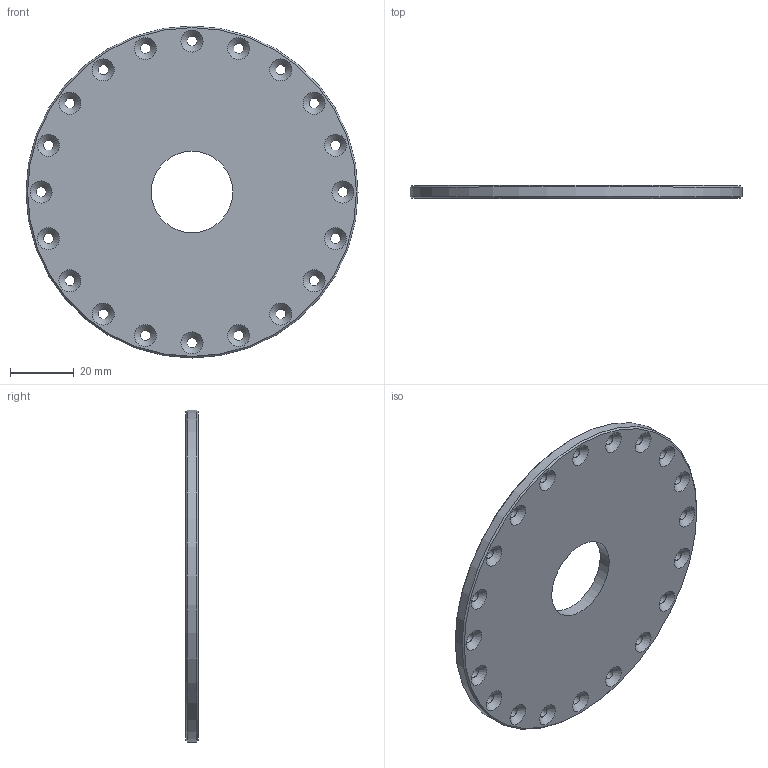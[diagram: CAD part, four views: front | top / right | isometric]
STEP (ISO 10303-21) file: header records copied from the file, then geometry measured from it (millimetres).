
FILE_DESCRIPTION(/* description */ ('Unknown'),/* implementation_level */ '2;1');
FILE_NAME(/* name */ 'OpenFrame - SM1 Adapter Disc',/* time_stamp */ '2023-03-03T12:29:11+00:00',/* author */ ('Unknown'),/* organization */ ('Unknown'),/* preprocessor_version */ 'ST-DEVELOPER v18.1',/* originating_system */ 'Solid Edge',/* authorisation */ 'Unknown');
FILE_SCHEMA (('AUTOMOTIVE_DESIGN {1 0 10303 214 3 1 1}'));
Length unit declared in the file: millimetre
Products named in the file (1): OpenFrame - SM1 Adapter Disc
Bounding box: 104.5 x 4 x 104.5 mm (x, y, z)
Volume: 31034.4 mm3; surface area: 17919.3 mm2
Topology: 1 solids, 1 shells, 46 faces, 111 edges, 67 vertices
Faces by surface type: cylinder 22, cone 22, plane 2
Full cylindrical faces by diameter (mm): 3.2 x20, 25.6 x1, 104.5 x1
Entity records: 1554 total; most frequent: DIRECTION 226, CARTESIAN_POINT 179, ORIENTED_EDGE 132, EDGE_LOOP 132, FACE_BOUND 132, AXIS2_PLACEMENT_3D 113, EDGE_CURVE 66, VERTEX_POINT 66
